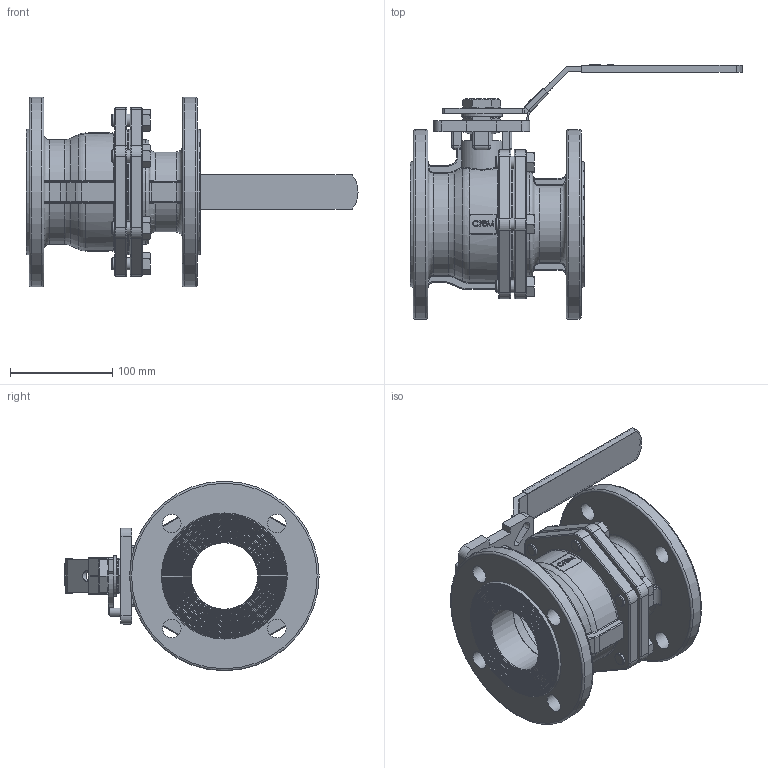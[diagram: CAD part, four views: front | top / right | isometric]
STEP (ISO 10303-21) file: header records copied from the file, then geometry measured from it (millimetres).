
FILE_DESCRIPTION(/* description */ ('Unknown'),/* implementation_level */ '2;1');
FILE_NAME(/* name */ '920-10',/* time_stamp */ '2022-07-01T08:51:18+02:00',/* author */ ('Unknown'),/* organization */ ('Unknown'),/* preprocessor_version */ 'ST-DEVELOPER v16.7',/* originating_system */ 'Solid Edge',/* authorisation */ 'Unknown');
FILE_SCHEMA (('AUTOMOTIVE_DESIGN {1 0 10303 214 3 1 1}'));
Products named in the file (13): 8M.220.065_WESA 920-10; MV-24D-LZ-DN65; MV-24D-PD-DN65; MV-24D-FGM-DN65; MV-24D-G(J)-DN65; MV-24D-KZ-DN65; MV-24D-DW-DN65; MV-24D-FS-DN65; MV-24D-T(J)-DN65; MV-24D-FG-DN65; MV-24D-S-DN65; MV-24D-DD-DN65; MV-24D-ST-DN65
Assembly tree (19 placements, depth 2):
  8M.220.065_WESA 920-10
    MV-24D-LZ-DN65  x6
    MV-24D-PD-DN65
    MV-24D-FGM-DN65  x2
    MV-24D-G(J)-DN65
    MV-24D-KZ-DN65
    MV-24D-DW-DN65
    MV-24D-FS-DN65
    MV-24D-T(J)-DN65
    MV-24D-FG-DN65
    MV-24D-S-DN65
    MV-24D-DD-DN65  x2
    MV-24D-ST-DN65
Bounding box: 324 x 248.16 x 185 mm (x, y, z)
Volume: 1519908.4 mm3; surface area: 370826.1 mm2
Topology: 19 solids, 19 shells, 1157 faces, 2769 edges, 1738 vertices
Faces by surface type: plane 459, cylinder 247, cone 212, bspline 173, torus 66
Full cylindrical faces by diameter (mm): 5 x1, 6 x1, 8.2 x1, 10 x1, 10.3 x6, 12 x6, 13.5 x6, 18 x8, 18.3 x1, 20.5 x2, 22 x2, 22.1 x1, 22.5 x1, 23 x2, 28 x2, 29 x1, 37 x2, 40 x1, 44 x1, 65 x2, 68.5 x2, 87 x2, 99.4 x1, 100 x1, 102 x1, 116 x1, 122 x2, 185 x2
Entity records: 61793 total; most frequent: CARTESIAN_POINT 38748, ORIENTED_EDGE 4612, DIRECTION 4285, EDGE_CURVE 2306, AXIS2_PLACEMENT_3D 1611, VERTEX_POINT 1581, EDGE_LOOP 1419, FACE_BOUND 1419
